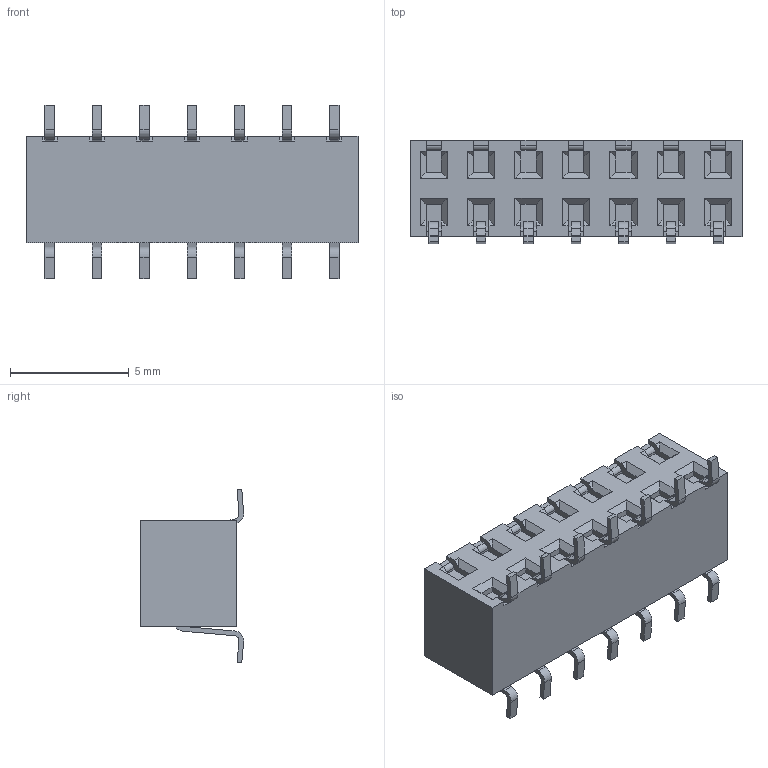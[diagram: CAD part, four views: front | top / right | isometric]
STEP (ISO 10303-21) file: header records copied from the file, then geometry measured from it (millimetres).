
FILE_DESCRIPTION((''),'2;1');
FILE_NAME('C-1-2307729-4','2021-07-19T11:42:10',('workeradm'),('TE Connectivity Ltd.'),'CREO PARAMETRIC BY PTC INC, 2019292','CREO PARAMETRIC BY PTC INC, 2019292','');
FILE_SCHEMA(('AUTOMOTIVE_DESIGN { 1 0 10303 214 1 1 1 1 }'));
Length unit declared in the file: millimetre
Products named in the file (1): C-1-2307729-4
Bounding box: 14 x 4.36 x 7.3 mm (x, y, z)
Volume: 252.9 mm3; surface area: 339.4 mm2
Topology: 1 solids, 1 shells, 328 faces, 929 edges, 610 vertices
Faces by surface type: plane 272, cylinder 56
Entity records: 10819 total; most frequent: CARTESIAN_POINT 1869, ORIENTED_EDGE 1858, DIRECTION 1711, EDGE_CURVE 929, VECTOR 803, LINE 803, VERTEX_POINT 610, AXIS2_PLACEMENT_3D 454
